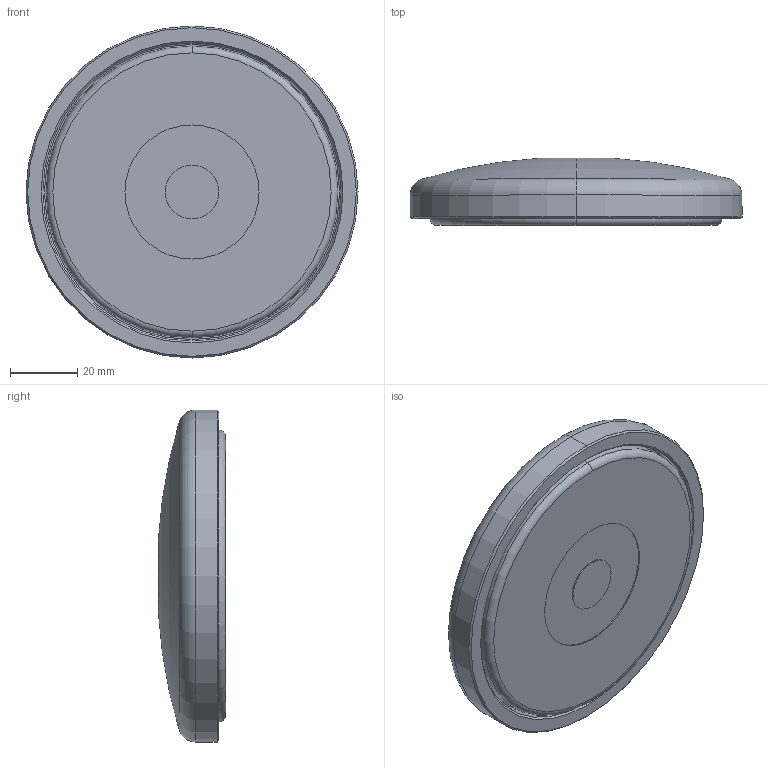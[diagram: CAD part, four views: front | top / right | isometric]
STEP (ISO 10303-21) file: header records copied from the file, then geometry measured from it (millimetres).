
FILE_DESCRIPTION (( 'STEP AP214' ), '1' );
FILE_NAME ('098a100eg.STEP', '2014-08-12T08:56:58', ( '' ), ( '' ), 'SwSTEP 2.0', 'SolidWorks 2014', '' );
FILE_SCHEMA (( 'AUTOMOTIVE_DESIGN' ));
Length unit declared in the file: millimetre
Products named in the file (3): 098a100eg; 098a100e; 098ag100b_098ag100
Assembly tree (2 placements, depth 2):
  098a100eg
    098a100e
    098ag100b_098ag100
Bounding box: 99 x 20 x 99 mm (x, y, z)
Volume: 115945.2 mm3; surface area: 34773.7 mm2
Topology: 2 solids, 2 shells, 59 faces, 120 edges, 70 vertices
Faces by surface type: torus 22, cylinder 16, cone 10, plane 9, sphere 2
Entity records: 1924 total; most frequent: DIRECTION 342, CARTESIAN_POINT 254, ORIENTED_EDGE 240, AXIS2_PLACEMENT_3D 158, EDGE_CURVE 120, CIRCLE 94, VERTEX_POINT 70, EDGE_LOOP 66
